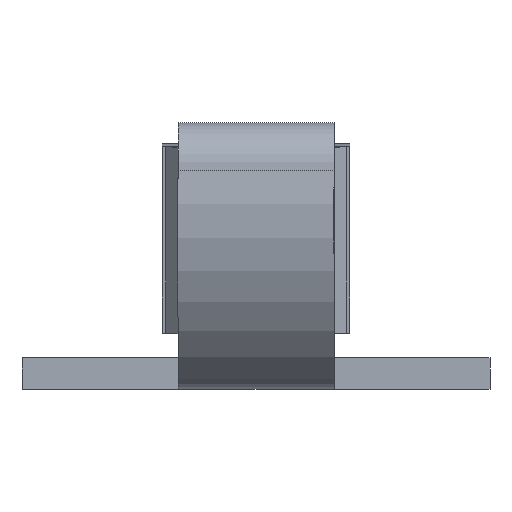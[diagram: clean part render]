
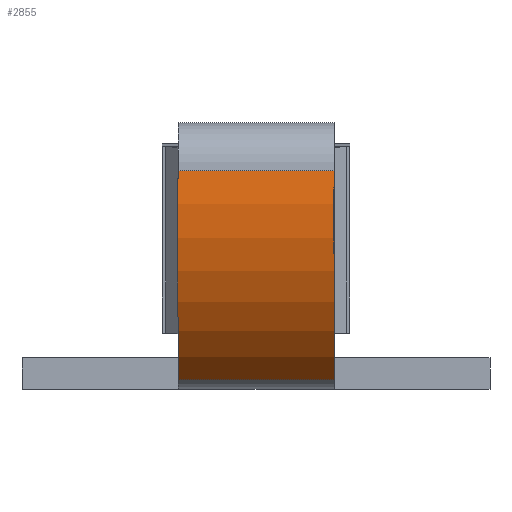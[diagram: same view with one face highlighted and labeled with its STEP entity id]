
A CAD part, front view. The second image highlights one B-rep face of the part: STEP entity #2855.
In plain terms, the highlighted cylindrical face has radius 13.588 mm (diameter 27.177 mm), a partial arc.
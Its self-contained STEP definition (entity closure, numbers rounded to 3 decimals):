
#32 = PLANE('',#33);
#33 = AXIS2_PLACEMENT_3D('',#34,#35,#36);
#34 = CARTESIAN_POINT('',(-5.,-10.61,9.021));
#35 = DIRECTION('',(1.,0.,0.));
#36 = DIRECTION('',(0.,0.,1.));
#375 = VERTEX_POINT('',#376);
#376 = CARTESIAN_POINT('',(-5.,-23.719,14.));
#391 = CYLINDRICAL_SURFACE('',#392,3.068);
#392 = AXIS2_PLACEMENT_3D('',#393,#394,#395);
#393 = CARTESIAN_POINT('',(-5.,-20.651,14.));
#394 = DIRECTION('',(-1.,0.,0.));
#395 = DIRECTION('',(0.,1.,0.));
#403 = EDGE_CURVE('',#375,#404,#406,.T.);
#404 = VERTEX_POINT('',#405);
#405 = CARTESIAN_POINT('',(-5.,-18.534,0.602));
#406 = SURFACE_CURVE('',#407,(#412,#419),.PCURVE_S1.);
#407 = CIRCLE('',#408,13.588);
#408 = AXIS2_PLACEMENT_3D('',#409,#410,#411);
#409 = CARTESIAN_POINT('',(-5.,-10.37,11.464));
#410 = DIRECTION('',(1.,0.,0.));
#411 = DIRECTION('',(0.,1.,0.));
#412 = PCURVE('',#32,#413);
#413 = DEFINITIONAL_REPRESENTATION('',(#414),#418);
#414 = CIRCLE('',#415,13.588);
#415 = AXIS2_PLACEMENT_2D('',#416,#417);
#416 = CARTESIAN_POINT('',(2.443,-0.241));
#417 = DIRECTION('',(0.,-1.));
#418 = ( GEOMETRIC_REPRESENTATION_CONTEXT(2) 
PARAMETRIC_REPRESENTATION_CONTEXT() REPRESENTATION_CONTEXT('2D SPACE',''
  ) );
#419 = PCURVE('',#420,#425);
#420 = CYLINDRICAL_SURFACE('',#421,13.588);
#421 = AXIS2_PLACEMENT_3D('',#422,#423,#424);
#422 = CARTESIAN_POINT('',(-5.,-10.37,11.464));
#423 = DIRECTION('',(-1.,0.,0.));
#424 = DIRECTION('',(0.,1.,0.));
#425 = DEFINITIONAL_REPRESENTATION('',(#426),#430);
#426 = LINE('',#427,#428);
#427 = CARTESIAN_POINT('',(-0.,0.));
#428 = VECTOR('',#429,1.);
#429 = DIRECTION('',(-1.,0.));
#430 = ( GEOMETRIC_REPRESENTATION_CONTEXT(2) 
PARAMETRIC_REPRESENTATION_CONTEXT() REPRESENTATION_CONTEXT('2D SPACE',''
  ) );
#453 = CYLINDRICAL_SURFACE('',#454,3.);
#454 = AXIS2_PLACEMENT_3D('',#455,#456,#457);
#455 = CARTESIAN_POINT('',(-5.,-16.731,3.));
#456 = DIRECTION('',(1.,0.,0.));
#457 = DIRECTION('',(0.,0.,-1.));
#1163 = PLANE('',#1164);
#1164 = AXIS2_PLACEMENT_3D('',#1165,#1166,#1167);
#1165 = CARTESIAN_POINT('',(5.,-10.61,9.021));
#1166 = DIRECTION('',(1.,0.,0.));
#1167 = DIRECTION('',(0.,0.,1.));
#2761 = VERTEX_POINT('',#2762);
#2762 = CARTESIAN_POINT('',(5.,-23.719,14.));
#2784 = EDGE_CURVE('',#375,#2761,#2785,.T.);
#2785 = SURFACE_CURVE('',#2786,(#2790,#2797),.PCURVE_S1.);
#2786 = LINE('',#2787,#2788);
#2787 = CARTESIAN_POINT('',(-5.,-23.719,14.));
#2788 = VECTOR('',#2789,1.);
#2789 = DIRECTION('',(1.,0.,0.));
#2790 = PCURVE('',#391,#2791);
#2791 = DEFINITIONAL_REPRESENTATION('',(#2792),#2796);
#2792 = LINE('',#2793,#2794);
#2793 = CARTESIAN_POINT('',(-3.142,0.));
#2794 = VECTOR('',#2795,1.);
#2795 = DIRECTION('',(-0.,-1.));
#2796 = ( GEOMETRIC_REPRESENTATION_CONTEXT(2) 
PARAMETRIC_REPRESENTATION_CONTEXT() REPRESENTATION_CONTEXT('2D SPACE',''
  ) );
#2797 = PCURVE('',#420,#2798);
#2798 = DEFINITIONAL_REPRESENTATION('',(#2799),#2803);
#2799 = LINE('',#2800,#2801);
#2800 = CARTESIAN_POINT('',(-2.954,0.));
#2801 = VECTOR('',#2802,1.);
#2802 = DIRECTION('',(-0.,-1.));
#2803 = ( GEOMETRIC_REPRESENTATION_CONTEXT(2) 
PARAMETRIC_REPRESENTATION_CONTEXT() REPRESENTATION_CONTEXT('2D SPACE',''
  ) );
#2855 = ADVANCED_FACE('',(#2856),#420,.T.);
#2856 = FACE_BOUND('',#2857,.F.);
#2857 = EDGE_LOOP('',(#2858,#2859,#2860,#2884));
#2858 = ORIENTED_EDGE('',*,*,#403,.F.);
#2859 = ORIENTED_EDGE('',*,*,#2784,.T.);
#2860 = ORIENTED_EDGE('',*,*,#2861,.T.);
#2861 = EDGE_CURVE('',#2761,#2862,#2864,.T.);
#2862 = VERTEX_POINT('',#2863);
#2863 = CARTESIAN_POINT('',(5.,-18.534,0.602));
#2864 = SURFACE_CURVE('',#2865,(#2870,#2877),.PCURVE_S1.);
#2865 = CIRCLE('',#2866,13.588);
#2866 = AXIS2_PLACEMENT_3D('',#2867,#2868,#2869);
#2867 = CARTESIAN_POINT('',(5.,-10.37,11.464));
#2868 = DIRECTION('',(1.,0.,0.));
#2869 = DIRECTION('',(0.,1.,0.));
#2870 = PCURVE('',#420,#2871);
#2871 = DEFINITIONAL_REPRESENTATION('',(#2872),#2876);
#2872 = LINE('',#2873,#2874);
#2873 = CARTESIAN_POINT('',(-0.,-10.));
#2874 = VECTOR('',#2875,1.);
#2875 = DIRECTION('',(-1.,0.));
#2876 = ( GEOMETRIC_REPRESENTATION_CONTEXT(2) 
PARAMETRIC_REPRESENTATION_CONTEXT() REPRESENTATION_CONTEXT('2D SPACE',''
  ) );
#2877 = PCURVE('',#1163,#2878);
#2878 = DEFINITIONAL_REPRESENTATION('',(#2879),#2883);
#2879 = CIRCLE('',#2880,13.588);
#2880 = AXIS2_PLACEMENT_2D('',#2881,#2882);
#2881 = CARTESIAN_POINT('',(2.443,-0.241));
#2882 = DIRECTION('',(0.,-1.));
#2883 = ( GEOMETRIC_REPRESENTATION_CONTEXT(2) 
PARAMETRIC_REPRESENTATION_CONTEXT() REPRESENTATION_CONTEXT('2D SPACE',''
  ) );
#2884 = ORIENTED_EDGE('',*,*,#2885,.F.);
#2885 = EDGE_CURVE('',#404,#2862,#2886,.T.);
#2886 = SURFACE_CURVE('',#2887,(#2891,#2898),.PCURVE_S1.);
#2887 = LINE('',#2888,#2889);
#2888 = CARTESIAN_POINT('',(-5.,-18.534,0.602));
#2889 = VECTOR('',#2890,1.);
#2890 = DIRECTION('',(1.,0.,0.));
#2891 = PCURVE('',#420,#2892);
#2892 = DEFINITIONAL_REPRESENTATION('',(#2893),#2897);
#2893 = LINE('',#2894,#2895);
#2894 = CARTESIAN_POINT('',(-4.068,0.));
#2895 = VECTOR('',#2896,1.);
#2896 = DIRECTION('',(-0.,-1.));
#2897 = ( GEOMETRIC_REPRESENTATION_CONTEXT(2) 
PARAMETRIC_REPRESENTATION_CONTEXT() REPRESENTATION_CONTEXT('2D SPACE',''
  ) );
#2898 = PCURVE('',#453,#2899);
#2899 = DEFINITIONAL_REPRESENTATION('',(#2900),#2904);
#2900 = LINE('',#2901,#2902);
#2901 = CARTESIAN_POINT('',(-0.645,0.));
#2902 = VECTOR('',#2903,1.);
#2903 = DIRECTION('',(-0.,1.));
#2904 = ( GEOMETRIC_REPRESENTATION_CONTEXT(2) 
PARAMETRIC_REPRESENTATION_CONTEXT() REPRESENTATION_CONTEXT('2D SPACE',''
  ) );
